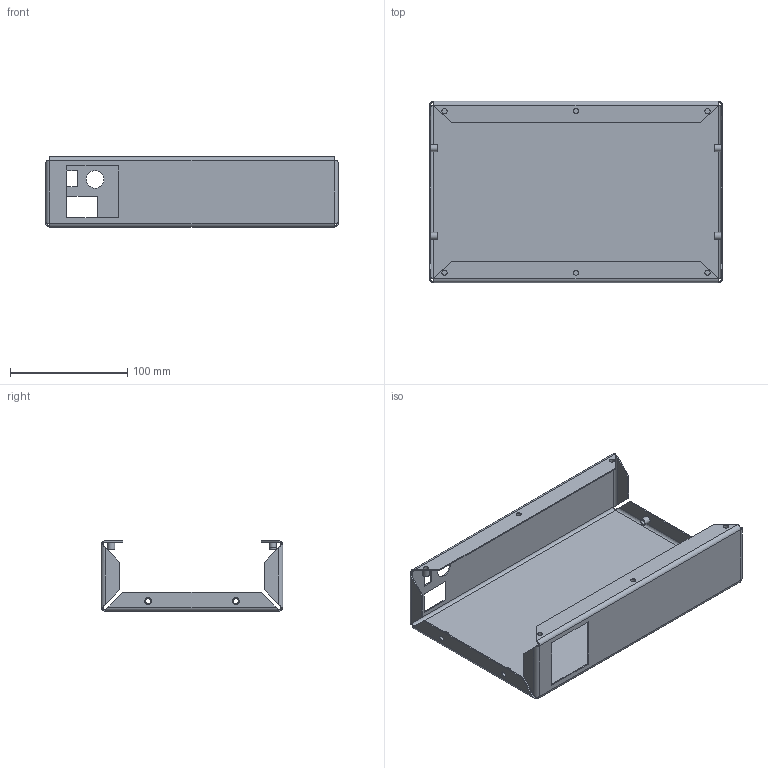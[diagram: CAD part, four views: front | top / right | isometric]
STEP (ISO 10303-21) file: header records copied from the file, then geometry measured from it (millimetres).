
FILE_DESCRIPTION(/* description */ ('Unknown'),/* implementation_level */ '2;1');
FILE_NAME(/* name */ 'base_v6',/* time_stamp */ '2020-06-24T02:38:07-04:00',/* author */ ('Unknown'),/* organization */ ('Unknown'),/* preprocessor_version */ 'ST-DEVELOPER v16.7',/* originating_system */ 'DEX',/* authorisation */ $);
FILE_SCHEMA (('AUTOMOTIVE_DESIGN {1 0 10303 214 3 1 1}'));
Length unit declared in the file: millimetre
Products named in the file (1): base_v6
Bounding box: 250 x 155 x 60.05 mm (x, y, z)
Volume: 78444.5 mm3; surface area: 158929 mm2
Topology: 1 solids, 1 shells, 141 faces, 323 edges, 190 vertices
Faces by surface type: plane 88, cylinder 41, bspline 12
Full cylindrical faces by diameter (mm): 4.4 x10, 6 x10, 15 x1
Entity records: 3864 total; most frequent: CARTESIAN_POINT 814, DIRECTION 608, ORIENTED_EDGE 580, EDGE_CURVE 290, AXIS2_PLACEMENT_3D 212, EDGE_LOOP 196, FACE_BOUND 196, LINE 184
